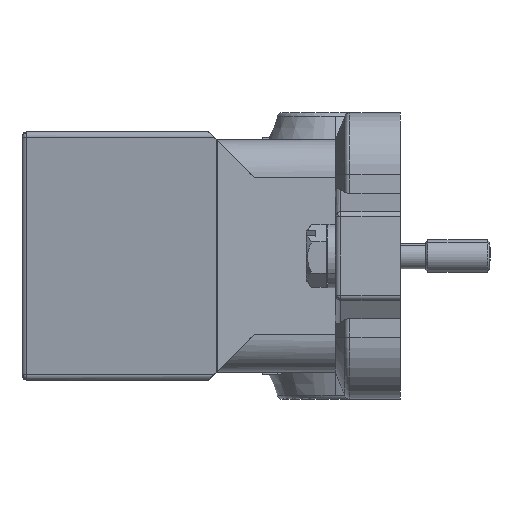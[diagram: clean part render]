
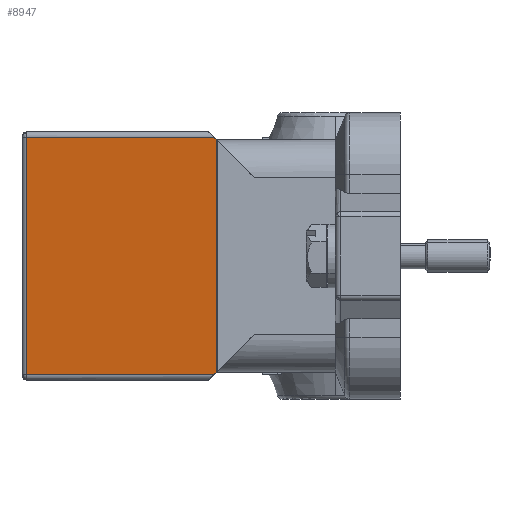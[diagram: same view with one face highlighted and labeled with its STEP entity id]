
A CAD part, left-side view. The second image highlights one B-rep face of the part: STEP entity #8947.
In plain terms, the highlighted planar face has unit normal (-0.985, 0.174, 0).
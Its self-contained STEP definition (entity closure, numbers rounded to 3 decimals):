
#1507=DIRECTION('',(0.124,0.702,-0.702));
#1508=VECTOR('',#1507,0.59);
#1509=CARTESIAN_POINT('',(-36.485,34.086,
-21.586));
#1510=LINE('',#1509,#1508);
#1592=DIRECTION('',(-0.124,-0.702,-0.702));
#1593=VECTOR('',#1592,0.59);
#1594=CARTESIAN_POINT('',(-36.412,34.5,22.));
#1595=LINE('',#1594,#1593);
#2108=DIRECTION('',(0.,0.,-1.));
#2109=VECTOR('',#2108,43.172);
#2110=CARTESIAN_POINT('',(-36.485,34.086,21.586));
#2111=LINE('',#2110,#2109);
#2117=DIRECTION('',(0.174,0.985,0.));
#2118=VECTOR('',#2117,35.209);
#2119=CARTESIAN_POINT('',(-36.412,34.5,
-22.));
#2120=LINE('',#2119,#2118);
#2142=DIRECTION('',(0.,0.,1.));
#2143=VECTOR('',#2142,44.);
#2144=CARTESIAN_POINT('',(-30.298,69.174,-22.));
#2145=LINE('',#2144,#2143);
#2280=DIRECTION('',(-0.174,-0.985,0.));
#2281=VECTOR('',#2280,35.209);
#2282=CARTESIAN_POINT('',(-30.298,69.174,22.));
#2283=LINE('',#2282,#2281);
#5359=CARTESIAN_POINT('',(-30.298,69.174,-22.));
#5360=CARTESIAN_POINT('',(-30.298,69.174,22.));
#5361=VERTEX_POINT('',#5359);
#5362=VERTEX_POINT('',#5360);
#5407=CARTESIAN_POINT('',(-36.485,34.086,21.586));
#5408=CARTESIAN_POINT('',(-36.485,34.086,
-21.586));
#5409=VERTEX_POINT('',#5407);
#5410=VERTEX_POINT('',#5408);
#5411=CARTESIAN_POINT('',(-36.412,34.5,
-22.));
#5412=VERTEX_POINT('',#5411);
#5413=CARTESIAN_POINT('',(-36.412,34.5,22.));
#5414=VERTEX_POINT('',#5413);
#8931=CARTESIAN_POINT('',(-30.152,70.,-23.));
#8932=DIRECTION('',(-0.985,0.174,0.));
#8933=DIRECTION('',(-0.174,-0.985,0.));
#8934=AXIS2_PLACEMENT_3D('',#8931,#8932,#8933);
#8935=PLANE('',#8934);
#8936=ORIENTED_EDGE('',*,*,#8059,.T.);
#8938=ORIENTED_EDGE('',*,*,#8937,.T.);
#8940=ORIENTED_EDGE('',*,*,#8939,.T.);
#8942=ORIENTED_EDGE('',*,*,#8941,.T.);
#8943=ORIENTED_EDGE('',*,*,#8161,.T.);
#8944=ORIENTED_EDGE('',*,*,#8925,.T.);
#8945=EDGE_LOOP('',(#8936,#8938,#8940,#8942,#8943,#8944));
#8946=FACE_OUTER_BOUND('',#8945,.F.);
#8947=ADVANCED_FACE('',(#8946),#8935,.T.);
#8059=EDGE_CURVE('',#5410,#5412,#1510,.T.);
#8161=EDGE_CURVE('',#5414,#5409,#1595,.T.);
#8925=EDGE_CURVE('',#5409,#5410,#2111,.T.);
#8937=EDGE_CURVE('',#5412,#5361,#2120,.T.);
#8939=EDGE_CURVE('',#5361,#5362,#2145,.T.);
#8941=EDGE_CURVE('',#5362,#5414,#2283,.T.);
